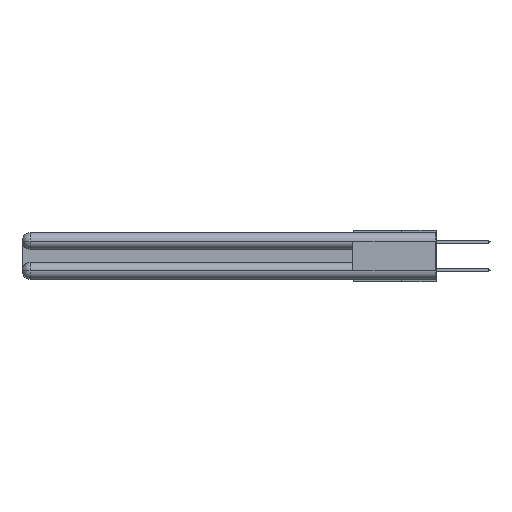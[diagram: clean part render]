
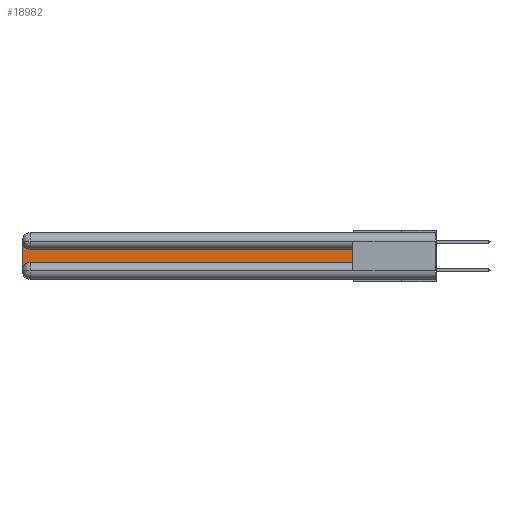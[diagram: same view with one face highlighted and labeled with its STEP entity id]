
A CAD part, left-side view. The second image highlights one B-rep face of the part: STEP entity #18982.
In plain terms, the highlighted planar face has unit normal (-1, 0, 0).
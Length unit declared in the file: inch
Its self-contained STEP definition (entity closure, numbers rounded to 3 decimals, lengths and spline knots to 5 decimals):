
#991 = LINE ( 'NONE', #12622, #22744 ) ;
#1759 = CARTESIAN_POINT ( 'NONE',  ( 0.075, 2.94, -0.0625 ) ) ;
#1808 = CARTESIAN_POINT ( 'NONE',  ( 0.075, 0.6, -0.2175 ) ) ;
#2740 = EDGE_CURVE ( 'NONE', #19266, #3979, #13639, .T. ) ;
#2969 = ORIENTED_EDGE ( 'NONE', *, *, #24541, .T. ) ;
#3292 = ORIENTED_EDGE ( 'NONE', *, *, #2740, .T. ) ;
#3979 = VERTEX_POINT ( 'NONE', #8754 ) ;
#4373 = DIRECTION ( 'NONE',  ( 1., 0., 0. ) ) ;
#4378 = VECTOR ( 'NONE', #13169, 39.37008 ) ;
#4428 = DIRECTION ( 'NONE',  ( 0., 0., 1. ) ) ;
#4844 = DIRECTION ( 'NONE',  ( 0., 1., 0. ) ) ;
#5473 = CIRCLE ( 'NONE', #7441, 0.06 ) ;
#6336 = CARTESIAN_POINT ( 'NONE',  ( 0.075, 0.6, -0.1225 ) ) ;
#7441 = AXIS2_PLACEMENT_3D ( 'NONE', #1759, #4373, #32775 ) ;
#7526 = FACE_OUTER_BOUND ( 'NONE', #8246, .T. ) ;
#7702 = EDGE_CURVE ( 'NONE', #3979, #9087, #33012, .T. ) ;
#8229 = PLANE ( 'NONE',  #31892 ) ;
#8246 = EDGE_LOOP ( 'NONE', ( #10573, #10513, #3292, #23742, #11833, #2969 ) ) ;
#8754 = CARTESIAN_POINT ( 'NONE',  ( 0.075, 3., -0.2775 ) ) ;
#8920 = DIRECTION ( 'NONE',  ( 0., 0., -1. ) ) ;
#9087 = VERTEX_POINT ( 'NONE', #10409 ) ;
#9659 = VERTEX_POINT ( 'NONE', #27305 ) ;
#9716 = DIRECTION ( 'NONE',  ( 0., -1., 0. ) ) ;
#10357 = EDGE_CURVE ( 'NONE', #25906, #19266, #5473, .T. ) ;
#10409 = CARTESIAN_POINT ( 'NONE',  ( 0.075, 2.94, -0.2175 ) ) ;
#10513 = ORIENTED_EDGE ( 'NONE', *, *, #10357, .T. ) ;
#10573 = ORIENTED_EDGE ( 'NONE', *, *, #10752, .T. ) ;
#10752 = EDGE_CURVE ( 'NONE', #17416, #25906, #991, .T. ) ;
#10803 = EDGE_CURVE ( 'NONE', #9087, #9659, #29157, .T. ) ;
#11833 = ORIENTED_EDGE ( 'NONE', *, *, #10803, .T. ) ;
#12622 = CARTESIAN_POINT ( 'NONE',  ( 0.075, 0.6, -0.1225 ) ) ;
#12962 = CARTESIAN_POINT ( 'NONE',  ( 0.075, 3., -0.2175 ) ) ;
#13169 = DIRECTION ( 'NONE',  ( 0., 0., -1. ) ) ;
#13639 = LINE ( 'NONE', #12962, #4378 ) ;
#13835 = CARTESIAN_POINT ( 'NONE',  ( 0.075, 3., -0.1225 ) ) ;
#14796 = CARTESIAN_POINT ( 'NONE',  ( 0.075, 2.94, -0.1225 ) ) ;
#15536 = VECTOR ( 'NONE', #9716, 39.37008 ) ;
#16400 = LINE ( 'NONE', #1808, #23188 ) ;
#16552 = DIRECTION ( 'NONE',  ( 1., 0., 0. ) ) ;
#17405 = CARTESIAN_POINT ( 'NONE',  ( 0.075, 3., -0.0625 ) ) ;
#17416 = VERTEX_POINT ( 'NONE', #6336 ) ;
#17647 = CARTESIAN_POINT ( 'NONE',  ( 0.075, 2.94, -0.2775 ) ) ;
#18982 = ADVANCED_FACE ( 'NONE', ( #7526 ), #8229, .F. ) ;
#19266 = VERTEX_POINT ( 'NONE', #17405 ) ;
#21138 = AXIS2_PLACEMENT_3D ( 'NONE', #17647, #32686, #22361 ) ;
#22361 = DIRECTION ( 'NONE',  ( 0., 0., -1. ) ) ;
#22744 = VECTOR ( 'NONE', #4844, 39.37008 ) ;
#23188 = VECTOR ( 'NONE', #4428, 39.37008 ) ;
#23742 = ORIENTED_EDGE ( 'NONE', *, *, #7702, .T. ) ;
#24541 = EDGE_CURVE ( 'NONE', #9659, #17416, #16400, .T. ) ;
#25906 = VERTEX_POINT ( 'NONE', #14796 ) ;
#27305 = CARTESIAN_POINT ( 'NONE',  ( 0.075, 0.6, -0.2175 ) ) ;
#28092 = CARTESIAN_POINT ( 'NONE',  ( 0.075, 0.6, -0.2175 ) ) ;
#29157 = LINE ( 'NONE', #28092, #15536 ) ;
#31892 = AXIS2_PLACEMENT_3D ( 'NONE', #13835, #16552, #8920 ) ;
#32686 = DIRECTION ( 'NONE',  ( 1., 0., 0. ) ) ;
#32775 = DIRECTION ( 'NONE',  ( 0., 0., -1. ) ) ;
#33012 = CIRCLE ( 'NONE', #21138, 0.06 ) ;
